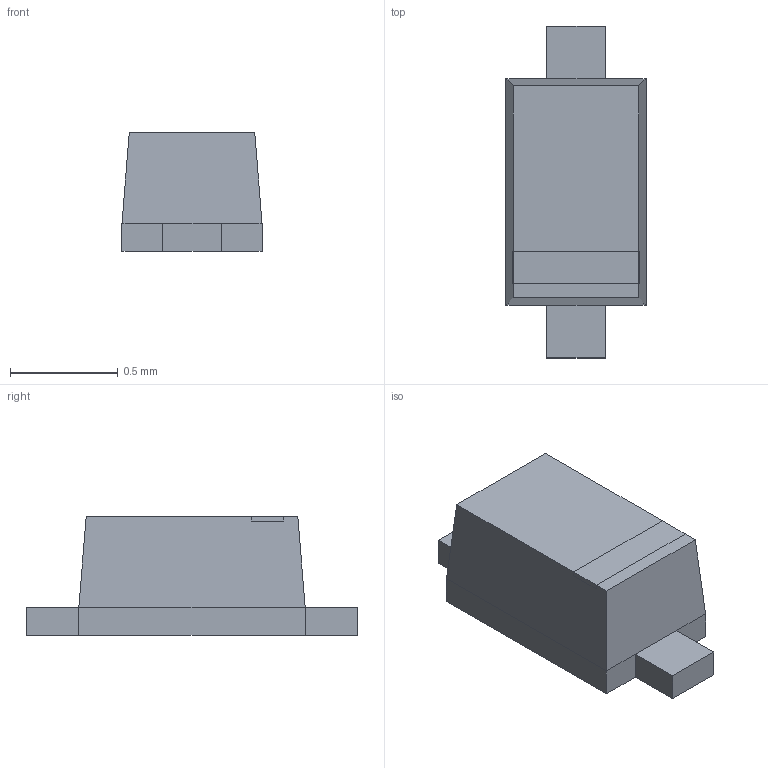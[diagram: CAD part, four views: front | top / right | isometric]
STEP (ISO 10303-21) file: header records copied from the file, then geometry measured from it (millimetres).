
FILE_DESCRIPTION(/* description */ (''),/* implementation_level */ '2;1');
FILE_NAME(/* name */ 'SODFL1406X55N.stp',/* time_stamp */ '2016-02-08T11:51:29+01:00',/* author */ ('riccim'),/* organization */ (''),/* preprocessor_version */ 'ST-DEVELOPER v15.5',/* originating_system */ 'AutoCAD Mechanical',/* authorisation */ '');
FILE_SCHEMA (('AUTOMOTIVE_DESIGN { 1 0 10303 214 3 1 1 }'));
Length unit declared in the file: millimetre
Products named in the file (1): Product
Bounding box: 0.65 x 1.54 x 0.55 mm (x, y, z)
Volume: 0.4 mm3; surface area: 3.9 mm2
Topology: 4 solids, 4 shells, 42 faces, 94 edges, 60 vertices
Faces by surface type: plane 42
Entity records: 1177 total; most frequent: CARTESIAN_POINT 197, ORIENTED_EDGE 188, DIRECTION 180, LINE 94, VECTOR 94, EDGE_CURVE 94, VERTEX_POINT 60, AXIS2_PLACEMENT_3D 43
